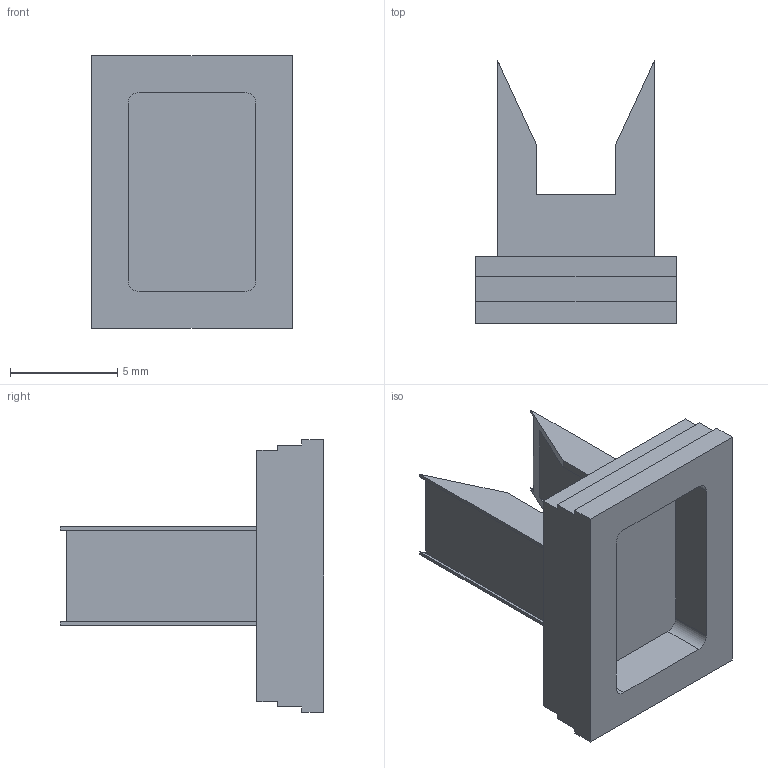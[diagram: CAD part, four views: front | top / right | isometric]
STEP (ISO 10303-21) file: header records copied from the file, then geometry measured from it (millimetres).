
FILE_DESCRIPTION (( 'STEP AP203' ), '1' );
FILE_NAME ('DSTCP-MTRJ.STEP', '2011-08-19T12:56:25', ( 'x' ), ( 'Microsoft' ), 'SwSTEP 2.0', 'SolidWorks 2010', '' );
FILE_SCHEMA (( 'CONFIG_CONTROL_DESIGN' ));
Length unit declared in the file: inch
Products named in the file (1): DSTCP-MTRJ
Bounding box: 9.35 x 12.24 x 12.7 mm (x, y, z)
Volume: 293.5 mm3; surface area: 719.2 mm2
Topology: 1 solids, 1 shells, 48 faces, 132 edges, 88 vertices
Faces by surface type: plane 44, cylinder 4
Entity records: 1583 total; most frequent: CARTESIAN_POINT 269, ORIENTED_EDGE 264, DIRECTION 238, EDGE_CURVE 132, VECTOR 124, LINE 124, VERTEX_POINT 88, AXIS2_PLACEMENT_3D 57
